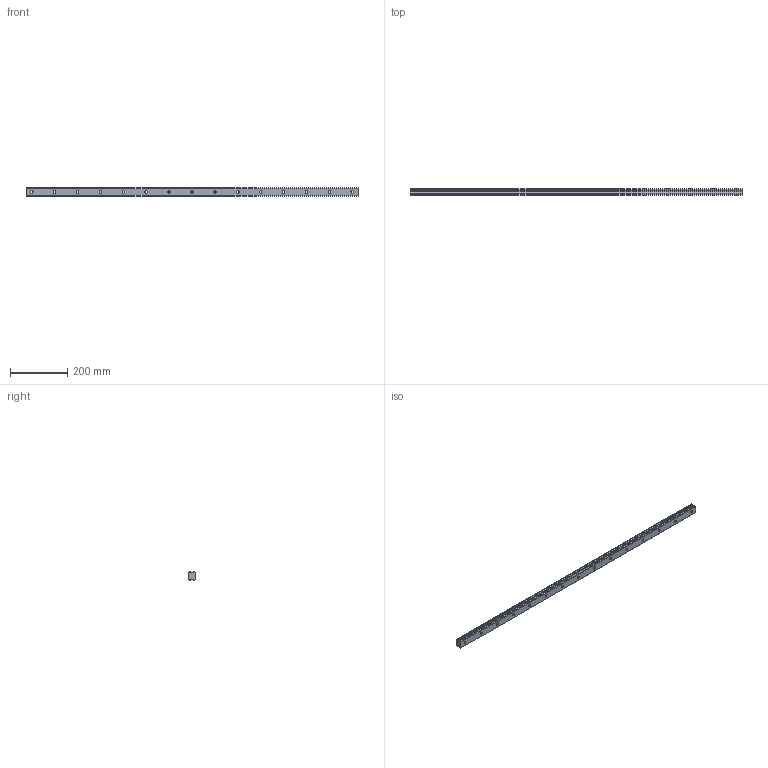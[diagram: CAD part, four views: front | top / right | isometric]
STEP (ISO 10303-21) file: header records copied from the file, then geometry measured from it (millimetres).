
FILE_DESCRIPTION (( 'STEP AP214' ), '1' );
FILE_NAME ('SHS30C1SS-1160L_G20_0_B-M6F_527_0_0_0_1.STEP', '2021-06-21T11:51:59', ( '' ), ( '' ), 'SwSTEP 2.0', 'SolidWorks 2021', '' );
FILE_SCHEMA (( 'AUTOMOTIVE_DESIGN' ));
Length unit declared in the file: millimetre
Products named in the file (2): _SHS30C116020 Track; SHS30C1SS-1160L_G20_0_B-M6F_527_0_0_0_1
Assembly tree (1 placements, depth 2):
  SHS30C1SS-1160L_G20_0_B-M6F_527_0_0_0_1
    _SHS30C116020 Track
Bounding box: 1160 x 23 x 28 mm (x, y, z)
Volume: 634640.6 mm3; surface area: 131262.7 mm2
Topology: 1 solids, 1 shells, 112 faces, 285 edges, 190 vertices
Faces by surface type: cylinder 81, plane 31
Entity records: 3597 total; most frequent: DIRECTION 679, CARTESIAN_POINT 591, ORIENTED_EDGE 570, EDGE_CURVE 285, AXIS2_PLACEMENT_3D 278, VERTEX_POINT 190, CIRCLE 162, EDGE_LOOP 157
